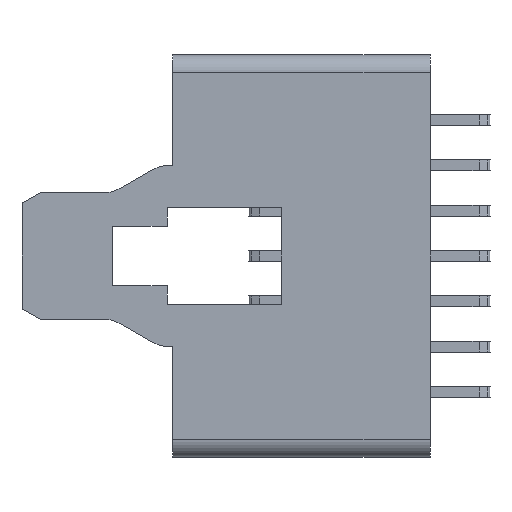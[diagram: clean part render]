
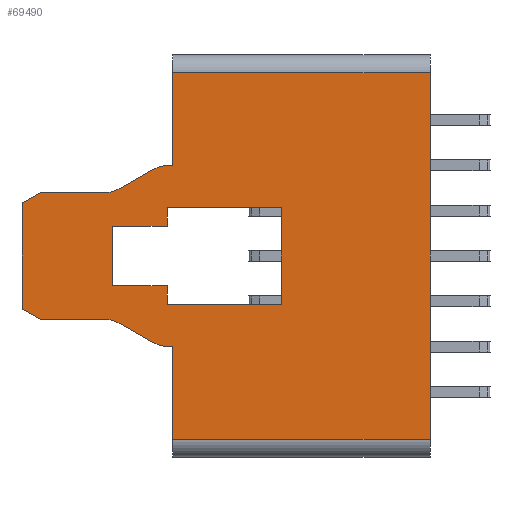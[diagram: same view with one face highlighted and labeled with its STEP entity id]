
A CAD part, left-side view. The second image highlights one B-rep face of the part: STEP entity #69490.
In plain terms, the highlighted planar face has unit normal (-1, 0, 0).
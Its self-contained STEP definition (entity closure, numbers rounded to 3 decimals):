
#15180=CARTESIAN_POINT('',(54.957,88.227,-3.5));
#15190=VERTEX_POINT('',#15180);
#15220=CARTESIAN_POINT('',(54.957,88.227,-2.5));
#15230=DIRECTION('',(0.,0.,-1.));
#15240=VECTOR('',#15230,1.);
#15250=LINE('',#15220,#15240);
#15260=CARTESIAN_POINT('',(54.957,88.227,-8.6));
#15270=VERTEX_POINT('',#15260);
#15280=EDGE_CURVE('',#15190,#15270,#15250,.T.);
#17910=CARTESIAN_POINT('',(54.957,0.,-69.943));
#17920=DIRECTION('',(0.,0.866,0.5));
#17930=VECTOR('',#17920,1.);
#17940=LINE('',#17910,#17930);
#17950=CARTESIAN_POINT('',(54.957,89.393,-18.332)
);
#17960=VERTEX_POINT('',#17950);
#17970=CARTESIAN_POINT('',(54.957,91.179,-17.301)
);
#17980=VERTEX_POINT('',#17970);
#17990=EDGE_CURVE('',#17960,#17980,#17940,.T.);
#18440=CARTESIAN_POINT('',(54.957,91.929,-17.1));
#18450=VERTEX_POINT('',#18440);
#18480=CARTESIAN_POINT('',(54.957,91.929,-18.6));
#18490=DIRECTION('',(-1.,0.,0.));
#18500=DIRECTION('',(0.,1.,0.));
#18510=AXIS2_PLACEMENT_3D('',#18480,#18490,#18500);
#18520=CIRCLE('',#18510,1.5);
#18530=EDGE_CURVE('',#17980,#18450,#18520,.T.);
#18640=CARTESIAN_POINT('',(54.957,0.,-17.1));
#18650=DIRECTION('',(0.,1.,0.));
#18660=VECTOR('',#18650,1.);
#18670=LINE('',#18640,#18660);
#18680=CARTESIAN_POINT('',(54.957,95.527,-17.1));
#18690=VERTEX_POINT('',#18680);
#18700=EDGE_CURVE('',#18450,#18690,#18670,.T.);
#20400=CARTESIAN_POINT('',(54.957,0.,-8.6));
#20410=DIRECTION('',(0.,-1.,0.));
#20420=VECTOR('',#20410,1.);
#20430=LINE('',#20400,#20420);
#20440=CARTESIAN_POINT('',(54.957,88.393,-8.6));
#20450=VERTEX_POINT('',#20440);
#20460=EDGE_CURVE('',#20450,#15270,#20430,.T.);
#22040=CARTESIAN_POINT('',(54.957,0.,45.052));
#22050=DIRECTION('',(0.,0.866,-0.5));
#22060=VECTOR('',#22050,1.);
#22070=LINE('',#22040,#22060);
#22080=CARTESIAN_POINT('',(54.957,95.527,-10.1));
#22090=VERTEX_POINT('',#22080);
#22100=CARTESIAN_POINT('',(54.957,96.527,-10.677));
#22110=VERTEX_POINT('',#22100);
#22120=EDGE_CURVE('',#22090,#22110,#22070,.T.);
#22370=CARTESIAN_POINT('',(54.957,96.527,0.));
#22380=DIRECTION('',(0.,0.,-1.));
#22390=VECTOR('',#22380,1.);
#22400=LINE('',#22370,#22390);
#22410=CARTESIAN_POINT('',(54.957,96.527,-16.523));
#22420=VERTEX_POINT('',#22410);
#22430=EDGE_CURVE('',#22110,#22420,#22400,.T.);
#22610=CARTESIAN_POINT('',(54.957,0.,-72.252));
#22620=DIRECTION('',(0.,-0.866,-0.5));
#22630=VECTOR('',#22620,1.);
#22640=LINE('',#22610,#22630);
#22650=EDGE_CURVE('',#22420,#18690,#22640,.T.);
#22760=CARTESIAN_POINT('',(54.957,0.,-10.1));
#22770=DIRECTION('',(0.,-1.,0.));
#22780=VECTOR('',#22770,1.);
#22790=LINE('',#22760,#22780);
#22800=CARTESIAN_POINT('',(54.957,91.929,-10.1));
#22810=VERTEX_POINT('',#22800);
#22820=EDGE_CURVE('',#22090,#22810,#22790,.T.);
#23070=CARTESIAN_POINT('',(54.957,0.,42.743));
#23080=DIRECTION('',(0.,-0.866,0.5));
#23090=VECTOR('',#23080,1.);
#23100=LINE('',#23070,#23090);
#23110=CARTESIAN_POINT('',(54.957,91.179,-9.899)
);
#23120=VERTEX_POINT('',#23110);
#23130=CARTESIAN_POINT('',(54.957,89.393,-8.868)
);
#23140=VERTEX_POINT('',#23130);
#23150=EDGE_CURVE('',#23120,#23140,#23100,.T.);
#23550=CARTESIAN_POINT('',(54.957,91.929,-8.6));
#23560=DIRECTION('',(1.,0.,0.));
#23570=DIRECTION('',(0.,-1.,0.));
#23580=AXIS2_PLACEMENT_3D('',#23550,#23560,#23570);
#23590=CIRCLE('',#23580,1.5);
#23600=EDGE_CURVE('',#23120,#22810,#23590,.T.);
#23790=CARTESIAN_POINT('',(54.957,88.393,-10.6));
#23800=DIRECTION('',(1.,0.,0.));
#23810=DIRECTION('',(0.,-1.,0.));
#23820=AXIS2_PLACEMENT_3D('',#23790,#23800,#23810);
#23830=CIRCLE('',#23820,2.);
#23840=EDGE_CURVE('',#23140,#20450,#23830,.T.);
#36470=CARTESIAN_POINT('',(54.957,88.227,-23.7));
#36480=VERTEX_POINT('',#36470);
#36530=CARTESIAN_POINT('',(54.957,1.,-23.7));
#36540=DIRECTION('',(0.,-1.,0.));
#36550=VECTOR('',#36540,1.);
#36560=LINE('',#36530,#36550);
#36570=CARTESIAN_POINT('',(54.957,74.027,-23.7));
#36580=VERTEX_POINT('',#36570);
#36590=EDGE_CURVE('',#36480,#36580,#36560,.T.);
#39750=CARTESIAN_POINT('',(54.957,88.393,-16.6));
#39760=DIRECTION('',(1.,0.,0.));
#39770=DIRECTION('',(0.,-1.,0.));
#39780=AXIS2_PLACEMENT_3D('',#39750,#39760,#39770);
#39790=CIRCLE('',#39780,2.);
#39800=CARTESIAN_POINT('',(54.957,88.393,-18.6));
#39810=VERTEX_POINT('',#39800);
#39820=EDGE_CURVE('',#39810,#17960,#39790,.T.);
#54670=CARTESIAN_POINT('',(54.957,0.,-18.6));
#54680=DIRECTION('',(0.,1.,0.));
#54690=VECTOR('',#54680,1.);
#54700=LINE('',#54670,#54690);
#54710=CARTESIAN_POINT('',(54.957,88.227,-18.6));
#54720=VERTEX_POINT('',#54710);
#54730=EDGE_CURVE('',#54720,#39810,#54700,.T.);
#64520=CARTESIAN_POINT('',(54.957,74.027,-3.5));
#64530=VERTEX_POINT('',#64520);
#64910=CARTESIAN_POINT('',(54.957,74.027,-2.5));
#64920=DIRECTION('',(0.,0.,1.));
#64930=VECTOR('',#64920,1.);
#64940=LINE('',#64910,#64930);
#64950=EDGE_CURVE('',#36580,#64530,#64940,.T.);
#67520=CARTESIAN_POINT('',(54.957,88.227,2.5));
#67530=DIRECTION('',(0.,0.,-1.));
#67540=VECTOR('',#67530,1.);
#67550=LINE('',#67520,#67540);
#67560=EDGE_CURVE('',#54720,#36480,#67550,.T.);
#67910=CARTESIAN_POINT('',(54.957,1.,-3.5));
#67920=DIRECTION('',(0.,-1.,0.));
#67930=VECTOR('',#67920,1.);
#67940=LINE('',#67910,#67930);
#67950=EDGE_CURVE('',#15190,#64530,#67940,.T.);
#68580=CARTESIAN_POINT('',(54.957,74.027,-28.6));
#68590=DIRECTION('',(-1.,0.,0.));
#68600=DIRECTION('',(0.,0.,1.));
#68610=AXIS2_PLACEMENT_3D('',#68580,#68590,#68600);
#68620=PLANE('',#68610);
#68630=CARTESIAN_POINT('',(54.957,82.227,0.));
#68640=DIRECTION('',(0.,0.,1.));
#68650=VECTOR('',#68640,1.);
#68660=LINE('',#68630,#68650);
#68670=CARTESIAN_POINT('',(54.957,82.227,-16.25));
#68680=VERTEX_POINT('',#68670);
#68690=CARTESIAN_POINT('',(54.957,82.227,-10.95));
#68700=VERTEX_POINT('',#68690);
#68710=EDGE_CURVE('',#68680,#68700,#68660,.T.);
#68720=ORIENTED_EDGE('',*,*,#68710,.F.);
#68730=CARTESIAN_POINT('',(54.957,0.,-10.95));
#68740=DIRECTION('',(0.,1.,0.));
#68750=VECTOR('',#68740,1.);
#68760=LINE('',#68730,#68750);
#68770=CARTESIAN_POINT('',(54.957,88.527,-10.95));
#68780=VERTEX_POINT('',#68770);
#68790=EDGE_CURVE('',#68700,#68780,#68760,.T.);
#68800=ORIENTED_EDGE('',*,*,#68790,.F.);
#68810=CARTESIAN_POINT('',(54.957,88.527,0.));
#68820=DIRECTION('',(0.,0.,-1.));
#68830=VECTOR('',#68820,1.);
#68840=LINE('',#68810,#68830);
#68850=CARTESIAN_POINT('',(54.957,88.527,-11.95));
#68860=VERTEX_POINT('',#68850);
#68870=EDGE_CURVE('',#68780,#68860,#68840,.T.);
#68880=ORIENTED_EDGE('',*,*,#68870,.F.);
#68890=CARTESIAN_POINT('',(54.957,0.,-11.95));
#68900=DIRECTION('',(0.,1.,0.));
#68910=VECTOR('',#68900,1.);
#68920=LINE('',#68890,#68910);
#68930=CARTESIAN_POINT('',(54.957,91.527,-11.95));
#68940=VERTEX_POINT('',#68930);
#68950=EDGE_CURVE('',#68860,#68940,#68920,.T.);
#68960=ORIENTED_EDGE('',*,*,#68950,.F.);
#68970=CARTESIAN_POINT('',(54.957,91.527,0.));
#68980=DIRECTION('',(0.,0.,-1.));
#68990=VECTOR('',#68980,1.);
#69000=LINE('',#68970,#68990);
#69010=CARTESIAN_POINT('',(54.957,91.527,-15.25));
#69020=VERTEX_POINT('',#69010);
#69030=EDGE_CURVE('',#68940,#69020,#69000,.T.);
#69040=ORIENTED_EDGE('',*,*,#69030,.F.);
#69050=CARTESIAN_POINT('',(54.957,0.,-15.25));
#69060=DIRECTION('',(0.,-1.,0.));
#69070=VECTOR('',#69060,1.);
#69080=LINE('',#69050,#69070);
#69090=CARTESIAN_POINT('',(54.957,88.527,-15.25));
#69100=VERTEX_POINT('',#69090);
#69110=EDGE_CURVE('',#69020,#69100,#69080,.T.);
#69120=ORIENTED_EDGE('',*,*,#69110,.F.);
#69130=CARTESIAN_POINT('',(54.957,88.527,0.));
#69140=DIRECTION('',(0.,0.,-1.));
#69150=VECTOR('',#69140,1.);
#69160=LINE('',#69130,#69150);
#69170=CARTESIAN_POINT('',(54.957,88.527,-16.25));
#69180=VERTEX_POINT('',#69170);
#69190=EDGE_CURVE('',#69100,#69180,#69160,.T.);
#69200=ORIENTED_EDGE('',*,*,#69190,.F.);
#69210=CARTESIAN_POINT('',(54.957,0.,-16.25));
#69220=DIRECTION('',(0.,-1.,0.));
#69230=VECTOR('',#69220,1.);
#69240=LINE('',#69210,#69230);
#69250=EDGE_CURVE('',#69180,#68680,#69240,.T.);
#69260=ORIENTED_EDGE('',*,*,#69250,.F.);
#69270=EDGE_LOOP('',(#69260,#69200,#69120,#69040,#68960,#68880,#68800,
#68720));
#69280=FACE_BOUND('',#69270,.T.);
#69290=ORIENTED_EDGE('',*,*,#36590,.T.);
#69300=ORIENTED_EDGE('',*,*,#67560,.T.);
#69310=ORIENTED_EDGE('',*,*,#54730,.F.);
#69320=ORIENTED_EDGE('',*,*,#39820,.F.);
#69330=ORIENTED_EDGE('',*,*,#17990,.F.);
#69340=ORIENTED_EDGE('',*,*,#18530,.F.);
#69350=ORIENTED_EDGE('',*,*,#18700,.F.);
#69360=ORIENTED_EDGE('',*,*,#22650,.T.);
#69370=ORIENTED_EDGE('',*,*,#22430,.T.);
#69380=ORIENTED_EDGE('',*,*,#22120,.T.);
#69390=ORIENTED_EDGE('',*,*,#22820,.F.);
#69400=ORIENTED_EDGE('',*,*,#23600,.T.);
#69410=ORIENTED_EDGE('',*,*,#23150,.F.);
#69420=ORIENTED_EDGE('',*,*,#23840,.F.);
#69430=ORIENTED_EDGE('',*,*,#20460,.F.);
#69440=ORIENTED_EDGE('',*,*,#15280,.T.);
#69450=ORIENTED_EDGE('',*,*,#67950,.F.);
#69460=ORIENTED_EDGE('',*,*,#64950,.T.);
#69470=EDGE_LOOP('',(#69460,#69450,#69440,#69430,#69420,#69410,#69400,
#69390,#69380,#69370,#69360,#69350,#69340,#69330,#69320,#69310,#69300,
#69290));
#69480=FACE_OUTER_BOUND('',#69470,.T.);
#69490=ADVANCED_FACE('',(#69280,#69480),#68620,.T.);
